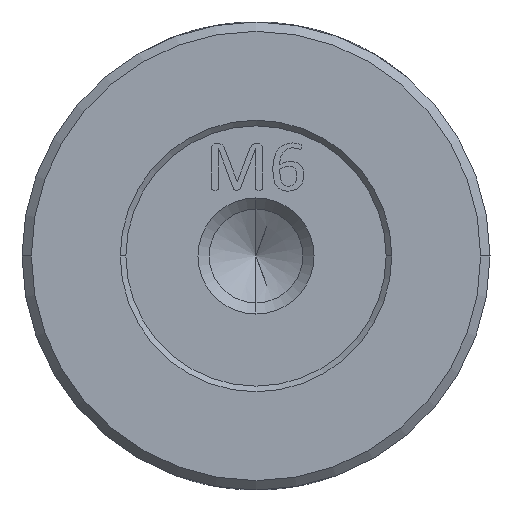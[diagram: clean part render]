
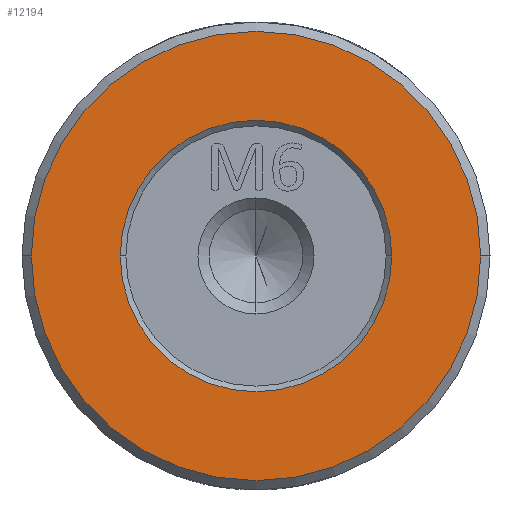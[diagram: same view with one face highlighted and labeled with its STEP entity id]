
A CAD part, left-side view. The second image highlights one B-rep face of the part: STEP entity #12194.
In plain terms, the highlighted planar face has unit normal (-1, 0, 0).
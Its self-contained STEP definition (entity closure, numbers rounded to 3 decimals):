
#457 = CIRCLE ( 'NONE', #2695, 12. ) ;
#851 = CARTESIAN_POINT ( 'NONE',  ( -357.961, -42.79, 7.216 ) ) ;
#885 = CIRCLE ( 'NONE', #4437, 12. ) ;
#1200 = CARTESIAN_POINT ( 'NONE',  ( -357.961, -30.79, 7.216 ) ) ;
#1722 = CARTESIAN_POINT ( 'NONE',  ( -357.961, -30.79, 7.216 ) ) ;
#1939 = CIRCLE ( 'NONE', #3720, 7.25 ) ;
#2030 = CARTESIAN_POINT ( 'NONE',  ( -357.961, -30.79, 7.216 ) ) ;
#2181 = DIRECTION ( 'NONE',  ( 0., -1., 0. ) ) ;
#2231 = EDGE_CURVE ( 'NONE', #4979, #5722, #885, .T. ) ;
#2404 = DIRECTION ( 'NONE',  ( 0., -1., 0. ) ) ;
#2493 = DIRECTION ( 'NONE',  ( -1., 0., 0. ) ) ;
#2496 = DIRECTION ( 'NONE',  ( 0., -1., 0. ) ) ;
#2695 = AXIS2_PLACEMENT_3D ( 'NONE', #1722, #3817, #2496 ) ;
#3348 = EDGE_CURVE ( 'NONE', #6973, #13399, #1939, .T. ) ;
#3720 = AXIS2_PLACEMENT_3D ( 'NONE', #1200, #7344, #2181 ) ;
#3817 = DIRECTION ( 'NONE',  ( -1., 0., 0. ) ) ;
#4184 = AXIS2_PLACEMENT_3D ( 'NONE', #6643, #4623, #2404 ) ;
#4241 = CIRCLE ( 'NONE', #4184, 7.25 ) ;
#4437 = AXIS2_PLACEMENT_3D ( 'NONE', #2030, #5234, #5426 ) ;
#4623 = DIRECTION ( 'NONE',  ( 1., 0., 0. ) ) ;
#4645 = ORIENTED_EDGE ( 'NONE', *, *, #13401, .T. ) ;
#4979 = VERTEX_POINT ( 'NONE', #7825 ) ;
#5234 = DIRECTION ( 'NONE',  ( -1., 0., 0. ) ) ;
#5426 = DIRECTION ( 'NONE',  ( 0., -1., 0. ) ) ;
#5614 = FACE_BOUND ( 'NONE', #6282, .T. ) ;
#5722 = VERTEX_POINT ( 'NONE', #851 ) ;
#6282 = EDGE_LOOP ( 'NONE', ( #10836, #7244 ) ) ;
#6643 = CARTESIAN_POINT ( 'NONE',  ( -357.961, -30.79, 7.216 ) ) ;
#6875 = DIRECTION ( 'NONE',  ( 0., 1., 0. ) ) ;
#6973 = VERTEX_POINT ( 'NONE', #8421 ) ;
#7015 = CARTESIAN_POINT ( 'NONE',  ( -357.961, -23.54, 7.216 ) ) ;
#7244 = ORIENTED_EDGE ( 'NONE', *, *, #10917, .T. ) ;
#7344 = DIRECTION ( 'NONE',  ( 1., 0., 0. ) ) ;
#7825 = CARTESIAN_POINT ( 'NONE',  ( -357.961, -18.79, 7.216 ) ) ;
#7911 = CARTESIAN_POINT ( 'NONE',  ( -357.961, -30.79, 7.216 ) ) ;
#7977 = PLANE ( 'NONE',  #9049 ) ;
#8421 = CARTESIAN_POINT ( 'NONE',  ( -357.961, -38.04, 7.216 ) ) ;
#9049 = AXIS2_PLACEMENT_3D ( 'NONE', #7911, #2493, #6875 ) ;
#10836 = ORIENTED_EDGE ( 'NONE', *, *, #3348, .T. ) ;
#10917 = EDGE_CURVE ( 'NONE', #13399, #6973, #4241, .T. ) ;
#11623 = EDGE_LOOP ( 'NONE', ( #12137, #4645 ) ) ;
#12137 = ORIENTED_EDGE ( 'NONE', *, *, #2231, .T. ) ;
#12194 = ADVANCED_FACE ( 'NONE', ( #5614, #13271 ), #7977, .T. ) ;
#13271 = FACE_OUTER_BOUND ( 'NONE', #11623, .T. ) ;
#13399 = VERTEX_POINT ( 'NONE', #7015 ) ;
#13401 = EDGE_CURVE ( 'NONE', #5722, #4979, #457, .T. ) ;
